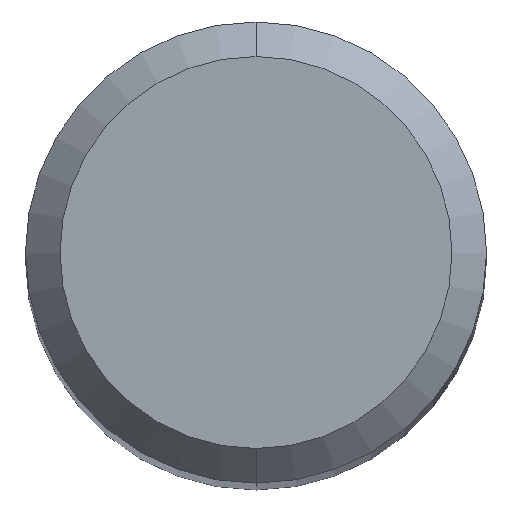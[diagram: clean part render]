
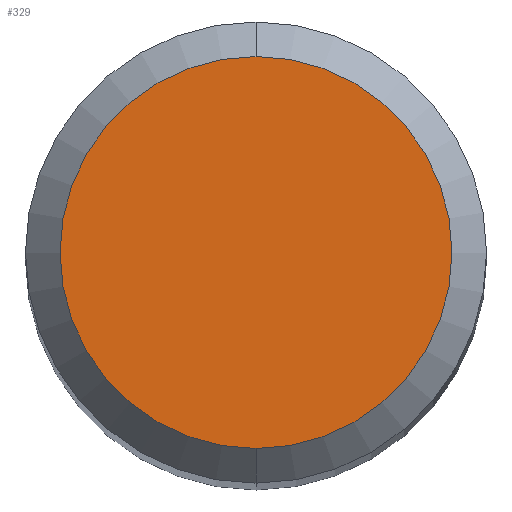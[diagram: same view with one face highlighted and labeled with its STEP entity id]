
A CAD part, top view. The second image highlights one B-rep face of the part: STEP entity #329.
In plain terms, the highlighted planar face has unit normal (0, 0, 1).
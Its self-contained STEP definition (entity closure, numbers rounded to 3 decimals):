
#199=VERTEX_POINT('',#508);
#213=EDGE_CURVE('',#199,#295,#524,.T.);
#295=VERTEX_POINT('',#614);
#329=ADVANCED_FACE('',(#649),#650,.T.);
#417=EDGE_CURVE('',#295,#199,#750,.T.);
#508=CARTESIAN_POINT('',(0.,-1.7,0.0));
#524=CIRCLE('',#869,1.7);
#614=CARTESIAN_POINT('',(0.0,1.7,0.0));
#649=FACE_OUTER_BOUND('',#1163,.T.);
#650=PLANE('',#1164);
#750=CIRCLE('',#1347,1.7);
#869=AXIS2_PLACEMENT_3D('',#1497,#1498,#1499);
#1163=EDGE_LOOP('',(#1617,#1618));
#1164=AXIS2_PLACEMENT_3D('',#1619,#1620,#1621);
#1347=AXIS2_PLACEMENT_3D('',#1760,#1761,#1762);
#1497=CARTESIAN_POINT('',(0.0,0.0,0.0));
#1498=DIRECTION('',(0.0,0.0,-1.0));
#1499=DIRECTION('',(0.0,1.0,0.0));
#1617=ORIENTED_EDGE('',*,*,#417,.F.);
#1618=ORIENTED_EDGE('',*,*,#213,.F.);
#1619=CARTESIAN_POINT('',(0.0,0.85,0.0));
#1620=DIRECTION('',(-0.0,0.0,1.0));
#1621=DIRECTION('',(0.0,-1.0,0.0));
#1760=CARTESIAN_POINT('',(0.0,0.0,0.0));
#1761=DIRECTION('',(0.0,0.0,-1.0));
#1762=DIRECTION('',(0.0,1.0,0.0));
